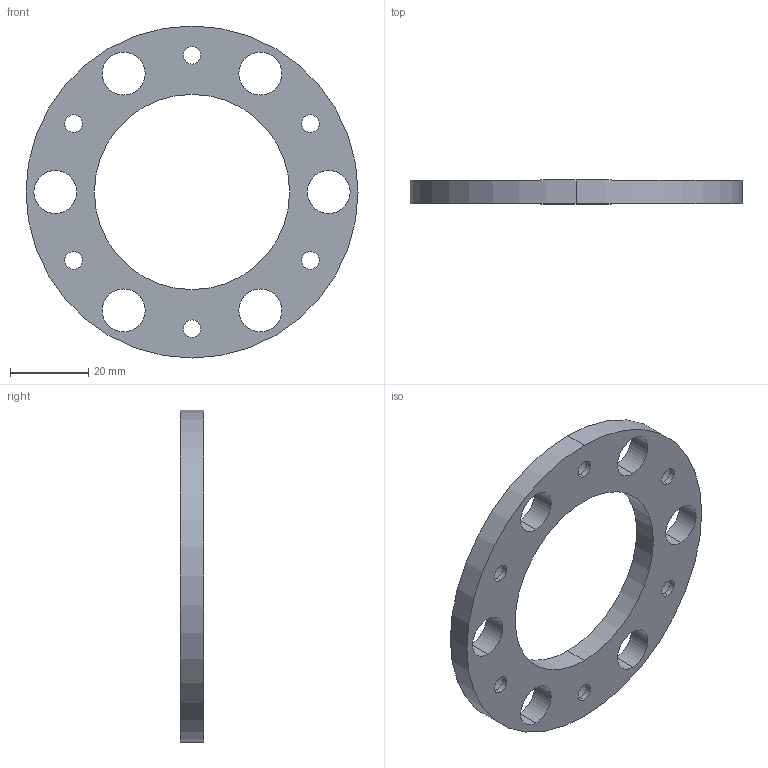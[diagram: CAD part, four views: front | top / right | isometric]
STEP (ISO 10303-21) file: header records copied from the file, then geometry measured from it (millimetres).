
FILE_DESCRIPTION (( 'STEP AP203' ), '1' );
FILE_NAME ('2303103.STEP', '2024-01-08T02:59:06', ( '' ), ( '' ), 'SwSTEP 2.0', 'SolidWorks 2022', '' );
FILE_SCHEMA (( 'CONFIG_CONTROL_DESIGN' ));
Length unit declared in the file: millimetre
Products named in the file (1): 2303103
Bounding box: 85 x 6 x 85 mm (x, y, z)
Volume: 17323.9 mm3; surface area: 10691.9 mm2
Topology: 1 solids, 1 shells, 48 faces, 120 edges, 80 vertices
Faces by surface type: cylinder 40, plane 8
Entity records: 1613 total; most frequent: DIRECTION 298, CARTESIAN_POINT 249, ORIENTED_EDGE 240, AXIS2_PLACEMENT_3D 129, EDGE_CURVE 120, VERTEX_POINT 80, EDGE_LOOP 80, CIRCLE 80
